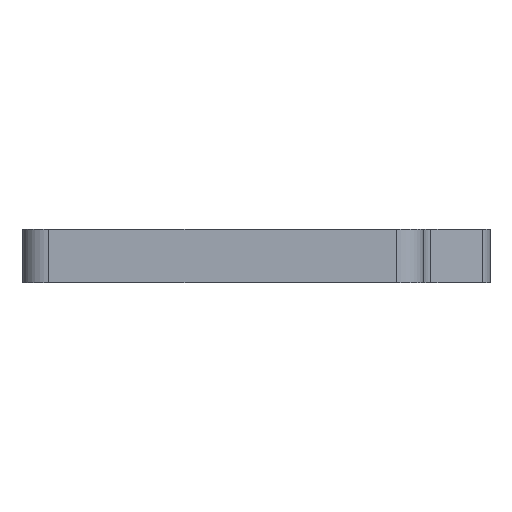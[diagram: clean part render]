
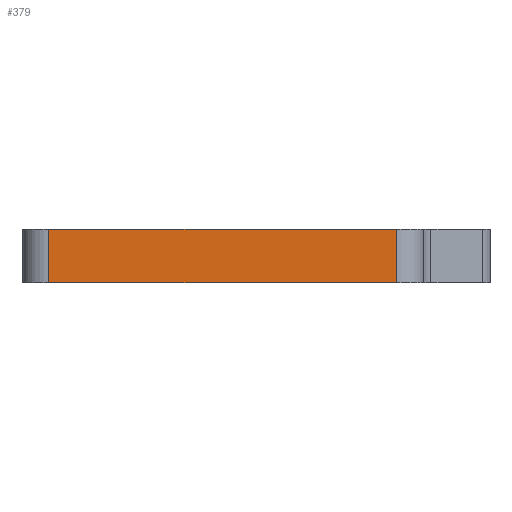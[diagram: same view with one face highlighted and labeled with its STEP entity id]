
A CAD part, left-side view. The second image highlights one B-rep face of the part: STEP entity #379.
In plain terms, the highlighted planar face has unit normal (-1, 0, 0).
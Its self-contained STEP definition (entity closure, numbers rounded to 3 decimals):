
#4 = DIRECTION ( 'NONE',  ( 0., 0., 1. ) ) ;
#7 = CARTESIAN_POINT ( 'NONE',  ( -60., -11.501, -1.98 ) ) ;
#18 = VERTEX_POINT ( 'NONE', #739 ) ;
#32 = AXIS2_PLACEMENT_3D ( 'NONE', #526, #641, #354 ) ;
#34 = LINE ( 'NONE', #333, #35 ) ;
#35 = VECTOR ( 'NONE', #150, 1000. ) ;
#67 = CARTESIAN_POINT ( 'NONE',  ( -60., 14.499, 2.02 ) ) ;
#81 = EDGE_CURVE ( 'NONE', #159, #18, #216, .T. ) ;
#124 = CARTESIAN_POINT ( 'NONE',  ( -60., -11.501, 2.02 ) ) ;
#127 = VERTEX_POINT ( 'NONE', #124 ) ;
#150 = DIRECTION ( 'NONE',  ( 0., -1., 0. ) ) ;
#159 = VERTEX_POINT ( 'NONE', #67 ) ;
#200 = ORIENTED_EDGE ( 'NONE', *, *, #758, .F. ) ;
#216 = LINE ( 'NONE', #754, #382 ) ;
#235 = PLANE ( 'NONE',  #32 ) ;
#268 = VECTOR ( 'NONE', #4, 1000. ) ;
#297 = LINE ( 'NONE', #7, #268 ) ;
#332 = ORIENTED_EDGE ( 'NONE', *, *, #81, .T. ) ;
#333 = CARTESIAN_POINT ( 'NONE',  ( -60., 16.499, -1.98 ) ) ;
#337 = LINE ( 'NONE', #393, #701 ) ;
#354 = DIRECTION ( 'NONE',  ( 0., -1., 0. ) ) ;
#379 = ADVANCED_FACE ( 'NONE', ( #586 ), #235, .T. ) ;
#382 = VECTOR ( 'NONE', #684, 1000. ) ;
#393 = CARTESIAN_POINT ( 'NONE',  ( -60., 16.499, 2.02 ) ) ;
#424 = EDGE_CURVE ( 'NONE', #724, #127, #297, .T. ) ;
#509 = DIRECTION ( 'NONE',  ( 0., -1., 0. ) ) ;
#516 = ORIENTED_EDGE ( 'NONE', *, *, #726, .T. ) ;
#526 = CARTESIAN_POINT ( 'NONE',  ( -60., 16.499, -1.98 ) ) ;
#528 = EDGE_LOOP ( 'NONE', ( #200, #332, #516, #692 ) ) ;
#586 = FACE_OUTER_BOUND ( 'NONE', #528, .T. ) ;
#641 = DIRECTION ( 'NONE',  ( -1., 0., 0. ) ) ;
#676 = CARTESIAN_POINT ( 'NONE',  ( -60., -11.501, -1.98 ) ) ;
#684 = DIRECTION ( 'NONE',  ( 0., 0., -1. ) ) ;
#692 = ORIENTED_EDGE ( 'NONE', *, *, #424, .T. ) ;
#701 = VECTOR ( 'NONE', #509, 1000. ) ;
#724 = VERTEX_POINT ( 'NONE', #676 ) ;
#726 = EDGE_CURVE ( 'NONE', #18, #724, #34, .T. ) ;
#739 = CARTESIAN_POINT ( 'NONE',  ( -60., 14.499, -1.98 ) ) ;
#754 = CARTESIAN_POINT ( 'NONE',  ( -60., 14.499, -1.98 ) ) ;
#758 = EDGE_CURVE ( 'NONE', #159, #127, #337, .T. ) ;
